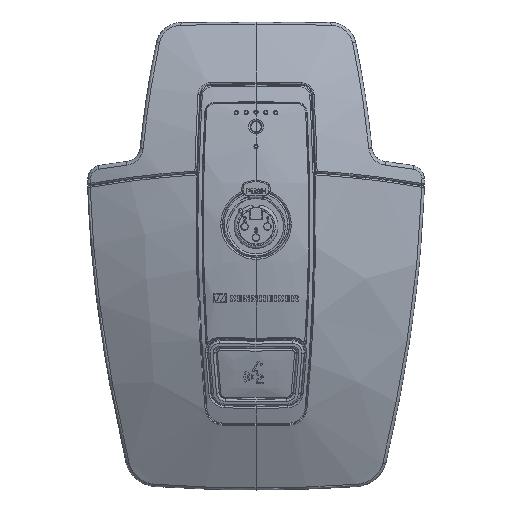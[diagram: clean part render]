
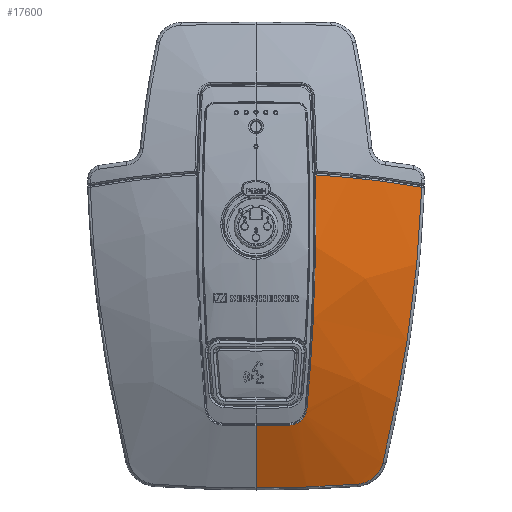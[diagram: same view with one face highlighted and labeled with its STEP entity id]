
A CAD part, top view. The second image highlights one B-rep face of the part: STEP entity #17600.
In plain terms, the highlighted free-form (B-spline) face has degree [3, 3] with [4, 4] control points.
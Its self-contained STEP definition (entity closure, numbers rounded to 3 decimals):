
#17005=CARTESIAN_POINT('Vertex',(0.,-104.566,7.616)) ;
#17009=CARTESIAN_POINT('Control Point',(0.,-104.566,7.616)) ;
#17010=CARTESIAN_POINT('Control Point',(0.,-97.322,11.851)) ;
#17011=CARTESIAN_POINT('Control Point',(0.,-89.938,15.702)) ;
#17012=CARTESIAN_POINT('Control Point',(0.,-82.433,19.124)) ;
#17013=CARTESIAN_POINT('Vertex',(0.,-82.433,19.124)) ;
#17483=CARTESIAN_POINT('Control Point',(51.411,-107.034,0.601)) ;
#17484=CARTESIAN_POINT('Control Point',(64.826,-48.728,22.468)) ;
#17485=CARTESIAN_POINT('Control Point',(71.976,5.993,29.796)) ;
#17486=CARTESIAN_POINT('Control Point',(55.243,62.759,15.719)) ;
#17487=CARTESIAN_POINT('Control Point',(17.194,-110.086,6.157)) ;
#17488=CARTESIAN_POINT('Control Point',(21.951,-54.82,44.646)) ;
#17489=CARTESIAN_POINT('Control Point',(23.957,7.589,54.182)) ;
#17490=CARTESIAN_POINT('Control Point',(18.414,64.658,25.694)) ;
#17491=CARTESIAN_POINT('Control Point',(-17.194,-110.086,6.157)) ;
#17492=CARTESIAN_POINT('Control Point',(-21.951,-54.82,44.646)) ;
#17493=CARTESIAN_POINT('Control Point',(-23.957,7.589,54.182)) ;
#17494=CARTESIAN_POINT('Control Point',(-18.414,64.658,25.694)) ;
#17495=CARTESIAN_POINT('Control Point',(-51.411,-107.034,0.601)) ;
#17496=CARTESIAN_POINT('Control Point',(-64.826,-48.728,22.468)) ;
#17497=CARTESIAN_POINT('Control Point',(-71.976,5.993,29.796)) ;
#17498=CARTESIAN_POINT('Control Point',(-55.243,62.759,15.719)) ;
#17500=CARTESIAN_POINT('Control Point',(59.065,2.51,25.369)) ;
#17501=CARTESIAN_POINT('Control Point',(56.272,2.992,26.491)) ;
#17502=CARTESIAN_POINT('Control Point',(53.452,3.451,27.553)) ;
#17503=CARTESIAN_POINT('Control Point',(50.621,3.879,28.547)) ;
#17504=CARTESIAN_POINT('Control Point',(47.78,4.281,29.474)) ;
#17505=CARTESIAN_POINT('Control Point',(44.915,4.655,30.337)) ;
#17506=CARTESIAN_POINT('Vertex',(44.915,4.655,30.337)) ;
#17508=CARTESIAN_POINT('Vertex',(59.065,2.51,25.369)) ;
#17512=CARTESIAN_POINT('Control Point',(44.915,4.655,30.337)) ;
#17513=CARTESIAN_POINT('Control Point',(40.239,5.269,31.745)) ;
#17514=CARTESIAN_POINT('Control Point',(35.515,5.804,32.977)) ;
#17515=CARTESIAN_POINT('Control Point',(30.776,6.256,34.021)) ;
#17516=CARTESIAN_POINT('Control Point',(26.005,6.627,34.882)) ;
#17517=CARTESIAN_POINT('Control Point',(21.217,6.916,35.553)) ;
#17518=CARTESIAN_POINT('Vertex',(21.217,6.916,35.553)) ;
#17522=CARTESIAN_POINT('Control Point',(21.217,6.916,35.553)) ;
#17523=CARTESIAN_POINT('Control Point',(21.215,6.902,35.554)) ;
#17524=CARTESIAN_POINT('Control Point',(21.214,6.888,35.555)) ;
#17525=CARTESIAN_POINT('Control Point',(21.214,6.875,35.556)) ;
#17526=CARTESIAN_POINT('Vertex',(21.214,6.875,35.556)) ;
#17530=CARTESIAN_POINT('Control Point',(21.214,6.875,35.556)) ;
#17531=CARTESIAN_POINT('Control Point',(21.539,-9.952,36.46)) ;
#17532=CARTESIAN_POINT('Control Point',(21.388,-26.853,35.298)) ;
#17533=CARTESIAN_POINT('Control Point',(20.75,-43.662,32.162)) ;
#17534=CARTESIAN_POINT('Control Point',(19.646,-60.26,27.228)) ;
#17535=CARTESIAN_POINT('Control Point',(18.119,-76.53,20.628)) ;
#17536=CARTESIAN_POINT('Vertex',(18.119,-76.53,20.628)) ;
#17540=CARTESIAN_POINT('Control Point',(18.119,-76.53,20.628)) ;
#17541=CARTESIAN_POINT('Control Point',(18.041,-77.356,20.293)) ;
#17542=CARTESIAN_POINT('Control Point',(17.819,-78.181,19.971)) ;
#17543=CARTESIAN_POINT('Control Point',(17.447,-78.974,19.675)) ;
#17544=CARTESIAN_POINT('Control Point',(16.37,-80.496,19.135)) ;
#17545=CARTESIAN_POINT('Control Point',(14.8,-81.564,18.818)) ;
#17546=CARTESIAN_POINT('Control Point',(13.877,-81.959,18.726)) ;
#17547=CARTESIAN_POINT('Control Point',(12.913,-82.172,18.71)) ;
#17548=CARTESIAN_POINT('Control Point',(11.953,-82.209,18.768)) ;
#17549=CARTESIAN_POINT('Vertex',(11.953,-82.209,18.768)) ;
#17553=CARTESIAN_POINT('Control Point',(11.953,-82.209,18.768)) ;
#17554=CARTESIAN_POINT('Control Point',(7.969,-82.359,19.006)) ;
#17555=CARTESIAN_POINT('Control Point',(3.985,-82.433,19.124)) ;
#17556=CARTESIAN_POINT('Control Point',(0.,-82.433,19.124)) ;
#17559=CARTESIAN_POINT('Control Point',(36.136,-103.249,5.237)) ;
#17560=CARTESIAN_POINT('Control Point',(27.117,-103.906,6.432)) ;
#17561=CARTESIAN_POINT('Control Point',(18.086,-104.346,7.221)) ;
#17562=CARTESIAN_POINT('Control Point',(9.043,-104.566,7.616)) ;
#17563=CARTESIAN_POINT('Control Point',(0.,-104.566,7.616)) ;
#17564=CARTESIAN_POINT('Vertex',(36.136,-103.249,5.237)) ;
#17568=CARTESIAN_POINT('Control Point',(45.193,-95.703,6.963)) ;
#17569=CARTESIAN_POINT('Control Point',(44.958,-96.695,6.577)) ;
#17570=CARTESIAN_POINT('Control Point',(44.576,-97.684,6.222)) ;
#17571=CARTESIAN_POINT('Control Point',(44.044,-98.639,5.91)) ;
#17572=CARTESIAN_POINT('Control Point',(42.445,-100.734,5.292)) ;
#17573=CARTESIAN_POINT('Control Point',(40.264,-102.222,5.015)) ;
#17574=CARTESIAN_POINT('Control Point',(38.892,-102.812,4.979)) ;
#17575=CARTESIAN_POINT('Control Point',(37.501,-103.149,5.056)) ;
#17576=CARTESIAN_POINT('Control Point',(36.136,-103.249,5.237)) ;
#17577=CARTESIAN_POINT('Vertex',(45.193,-95.703,6.963)) ;
#17581=CARTESIAN_POINT('Control Point',(59.065,2.51,25.369)) ;
#17582=CARTESIAN_POINT('Control Point',(58.412,-17.151,25.901)) ;
#17583=CARTESIAN_POINT('Control Point',(56.618,-36.918,24.16)) ;
#17584=CARTESIAN_POINT('Control Point',(53.665,-56.615,20.245)) ;
#17585=CARTESIAN_POINT('Control Point',(49.81,-76.246,14.534)) ;
#17586=CARTESIAN_POINT('Control Point',(45.193,-95.703,6.963)) ;
#17589=ORIENTED_EDGE('',*,*,#17510,.F.) ;
#17590=ORIENTED_EDGE('',*,*,#17520,.F.) ;
#17591=ORIENTED_EDGE('',*,*,#17528,.F.) ;
#17592=ORIENTED_EDGE('',*,*,#17538,.T.) ;
#17593=ORIENTED_EDGE('',*,*,#17551,.T.) ;
#17594=ORIENTED_EDGE('',*,*,#17557,.T.) ;
#17595=ORIENTED_EDGE('',*,*,#17015,.F.) ;
#17596=ORIENTED_EDGE('',*,*,#17566,.T.) ;
#17597=ORIENTED_EDGE('',*,*,#17579,.T.) ;
#17598=ORIENTED_EDGE('',*,*,#17587,.T.) ;
#17600=ADVANCED_FACE('Hauptk\X2\00F6\X0\rper',(#17599),#17482,.F.) ;
#17008=B_SPLINE_CURVE_WITH_KNOTS('',3,(#17009,#17010,#17011,#17012),.UNSPECIFIED.,.F.,.U.,(4,4),(7.666,42.538),.UNSPECIFIED.) ;
#17499=B_SPLINE_CURVE_WITH_KNOTS('',5,(#17500,#17501,#17502,#17503,#17504,#17505),.UNSPECIFIED.,.F.,.U.,(6,6),(17.82,38.613),.UNSPECIFIED.) ;
#17511=B_SPLINE_CURVE_WITH_KNOTS('',5,(#17512,#17513,#17514,#17515,#17516,#17517),.UNSPECIFIED.,.F.,.U.,(6,6),(37.859,71.797),.UNSPECIFIED.) ;
#17521=B_SPLINE_CURVE_WITH_KNOTS('',3,(#17522,#17523,#17524,#17525),.UNSPECIFIED.,.F.,.U.,(4,4),(1.5,1.578),.UNSPECIFIED.) ;
#17529=B_SPLINE_CURVE_WITH_KNOTS('',5,(#17530,#17531,#17532,#17533,#17534,#17535),.UNSPECIFIED.,.F.,.U.,(6,6),(42.185,195.206),.UNSPECIFIED.) ;
#17539=B_SPLINE_CURVE_WITH_KNOTS('',5,(#17540,#17541,#17542,#17543,#17544,#17545,#17546,#17547,#17548),.UNSPECIFIED.,.F.,.U.,(6,3,6),(2.432,8.034,14.256),.UNSPECIFIED.) ;
#17552=B_SPLINE_CURVE_WITH_KNOTS('',3,(#17553,#17554,#17555,#17556),.UNSPECIFIED.,.F.,.U.,(4,4),(81.06,103.44),.UNSPECIFIED.) ;
#17558=B_SPLINE_CURVE_WITH_KNOTS('',4,(#17559,#17560,#17561,#17562,#17563),.UNSPECIFIED.,.F.,.U.,(5,5),(35.518,92.53),.UNSPECIFIED.) ;
#17567=B_SPLINE_CURVE_WITH_KNOTS('',5,(#17568,#17569,#17570,#17571,#17572,#17573,#17574,#17575,#17576),.UNSPECIFIED.,.F.,.U.,(6,3,6),(3.597,10.958,21.223),.UNSPECIFIED.) ;
#17580=B_SPLINE_CURVE_WITH_KNOTS('',5,(#17581,#17582,#17583,#17584,#17585,#17586),.UNSPECIFIED.,.F.,.U.,(6,6),(40.217,186.574),.UNSPECIFIED.) ;
#17482=B_SPLINE_SURFACE_WITH_KNOTS('',3,3,((#17483,#17484,#17485,#17486),(#17487,#17488,#17489,#17490),(#17491,#17492,#17493,#17494),(#17495,#17496,#17497,#17498)),.UNSPECIFIED.,.F.,.F.,.U.,(4,4),(4,4),(0.,128.526),(0.,187.455),.UNSPECIFIED.) ;
#17015=EDGE_CURVE('',#17006,#17014,#17008,.T.) ;
#17510=EDGE_CURVE('',#17507,#17509,#17499,.F.) ;
#17520=EDGE_CURVE('',#17519,#17507,#17511,.F.) ;
#17528=EDGE_CURVE('',#17527,#17519,#17521,.F.) ;
#17538=EDGE_CURVE('',#17527,#17537,#17529,.T.) ;
#17551=EDGE_CURVE('',#17537,#17550,#17539,.T.) ;
#17557=EDGE_CURVE('',#17550,#17014,#17552,.T.) ;
#17566=EDGE_CURVE('',#17006,#17565,#17558,.F.) ;
#17579=EDGE_CURVE('',#17565,#17578,#17567,.F.) ;
#17587=EDGE_CURVE('',#17578,#17509,#17580,.F.) ;
#17588=EDGE_LOOP('',(#17589,#17590,#17591,#17592,#17593,#17594,#17595,#17596,#17597,#17598)) ;
#17599=FACE_OUTER_BOUND('',#17588,.T.) ;
#17006=VERTEX_POINT('',#17005) ;
#17014=VERTEX_POINT('',#17013) ;
#17507=VERTEX_POINT('',#17506) ;
#17509=VERTEX_POINT('',#17508) ;
#17519=VERTEX_POINT('',#17518) ;
#17527=VERTEX_POINT('',#17526) ;
#17537=VERTEX_POINT('',#17536) ;
#17550=VERTEX_POINT('',#17549) ;
#17565=VERTEX_POINT('',#17564) ;
#17578=VERTEX_POINT('',#17577) ;
